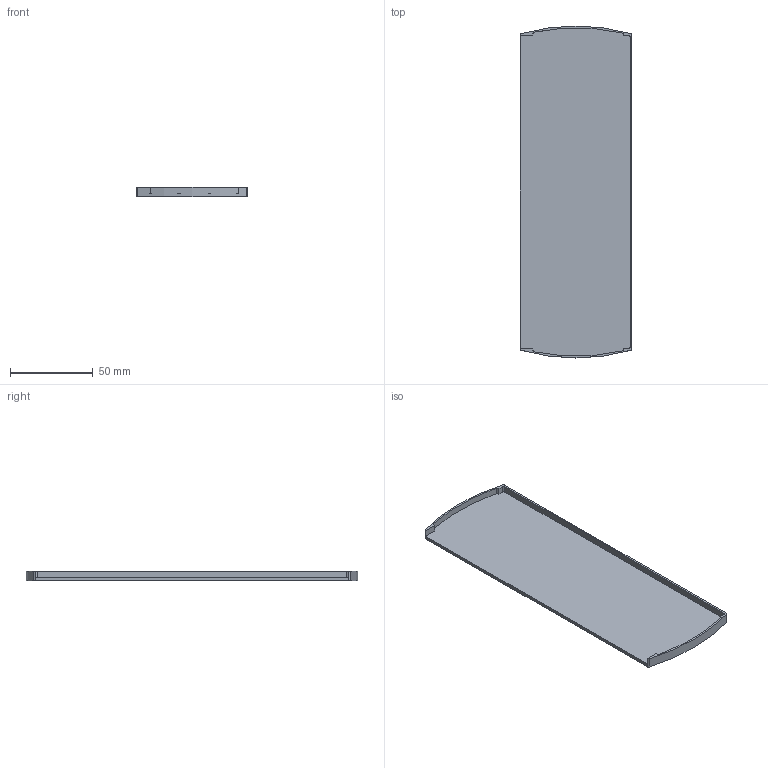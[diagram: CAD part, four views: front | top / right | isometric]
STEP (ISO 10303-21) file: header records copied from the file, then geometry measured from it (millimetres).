
FILE_DESCRIPTION (( 'STEP AP214' ), '1' );
FILE_NAME ('AL_0034-005-UNO-S-E-ANG.STEP', '2023-12-06T12:17:12', ( '' ), ( '' ), 'SwSTEP 2.0', 'SolidWorks 2019', '' );
FILE_SCHEMA (( 'AUTOMOTIVE_DESIGN' ));
Length unit declared in the file: millimetre
Products named in the file (1): AL_0034-005-UNO-S-E-ANG
Bounding box: 67.25 x 200 x 6 mm (x, y, z)
Volume: 27855.4 mm3; surface area: 30120.9 mm2
Topology: 1 solids, 1 shells, 28 faces, 78 edges, 52 vertices
Faces by surface type: cylinder 14, plane 14
Entity records: 944 total; most frequent: DIRECTION 164, CARTESIAN_POINT 159, ORIENTED_EDGE 156, EDGE_CURVE 78, AXIS2_PLACEMENT_3D 57, VERTEX_POINT 52, LINE 50, VECTOR 50
